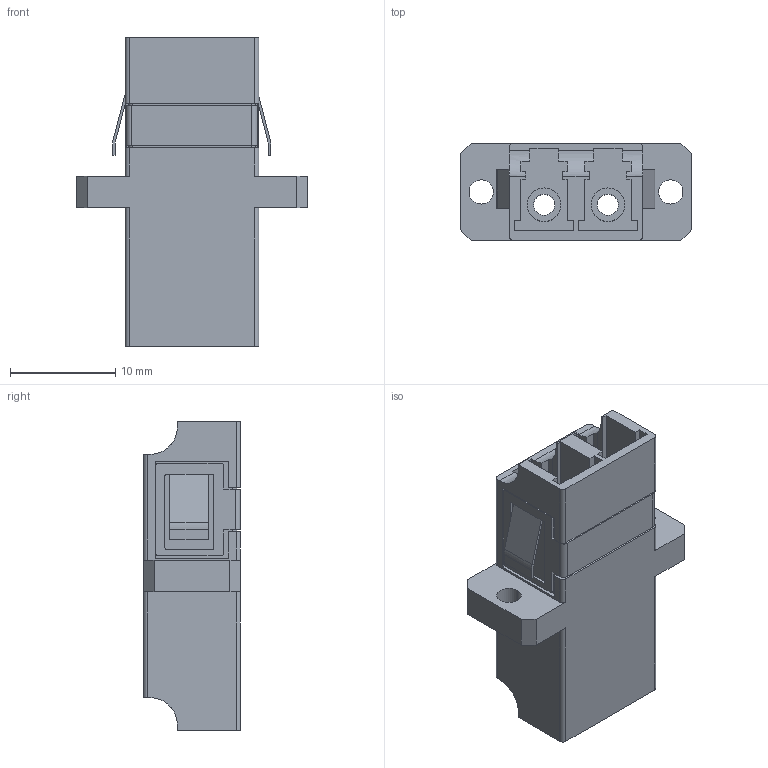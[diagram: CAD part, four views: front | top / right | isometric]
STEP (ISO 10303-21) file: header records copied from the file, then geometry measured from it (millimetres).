
FILE_DESCRIPTION (( 'STEP AP214' ), '1' );
FILE_NAME ('FOA-LCSM2-PCUF-SCF_3D.STEP', '2021-08-11T20:59:30', ( '' ), ( '' ), 'SwSTEP 2.0', 'SolidWorks 2021', '' );
FILE_SCHEMA (( 'AUTOMOTIVE_DESIGN' ));
Length unit declared in the file: inch
Products named in the file (3): FOA-LCSM2-PCUF-SCF_3D; FOA-LCSM2-PCUF-SCF; FOA-985_MOUNTING CLIP
Assembly tree (2 placements, depth 2):
  FOA-LCSM2-PCUF-SCF_3D
    FOA-LCSM2-PCUF-SCF
    FOA-985_MOUNTING CLIP
Bounding box: 21.9 x 9.2 x 29.34 mm (x, y, z)
Volume: 1902.5 mm3; surface area: 3537.6 mm2
Topology: 2 solids, 2 shells, 293 faces, 859 edges, 566 vertices
Faces by surface type: plane 234, cylinder 59
Entity records: 10379 total; most frequent: CARTESIAN_POINT 1723, ORIENTED_EDGE 1718, DIRECTION 1589, EDGE_CURVE 859, LINE 725, VECTOR 725, VERTEX_POINT 566, AXIS2_PLACEMENT_3D 432
